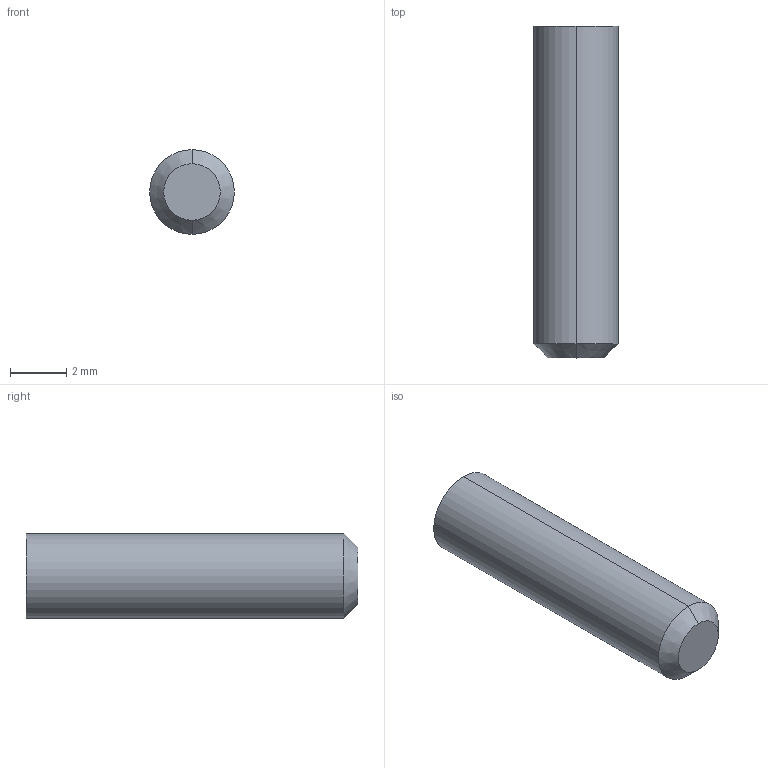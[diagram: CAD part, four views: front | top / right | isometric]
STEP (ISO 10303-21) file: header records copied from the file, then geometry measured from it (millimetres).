
FILE_DESCRIPTION(('STEP AP214'),'1');
FILE_NAME('1352-B2P-A.step','2014-03-27T11:15:22',(' '),(' '),'Spatial InterOp 3D',' ',' ');
FILE_SCHEMA(('automotive_design'));
Length unit declared in the file: metre
Products named in the file (1): 1
Bounding box: 3 x 11.75 x 3 mm (x, y, z)
Volume: 78.5 mm3; surface area: 128.7 mm2
Topology: 1 solids, 1 shells, 13 faces, 28 edges, 18 vertices
Faces by surface type: plane 9, cylinder 2, cone 2
Entity records: 481 total; most frequent: DIRECTION 62, CARTESIAN_POINT 60, ORIENTED_EDGE 56, EDGE_CURVE 28, LINE 22, VECTOR 22, AXIS2_PLACEMENT_3D 20, VERTEX_POINT 18
